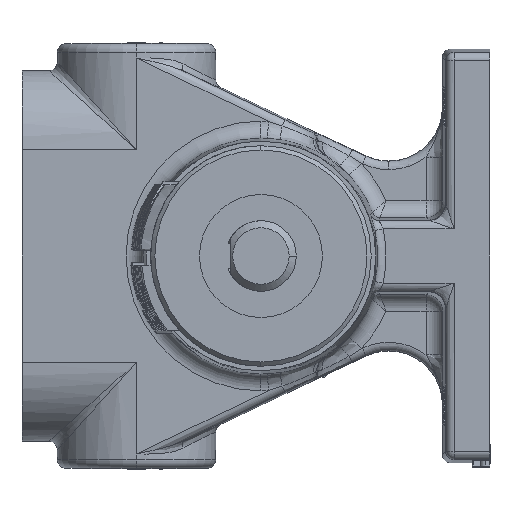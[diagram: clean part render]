
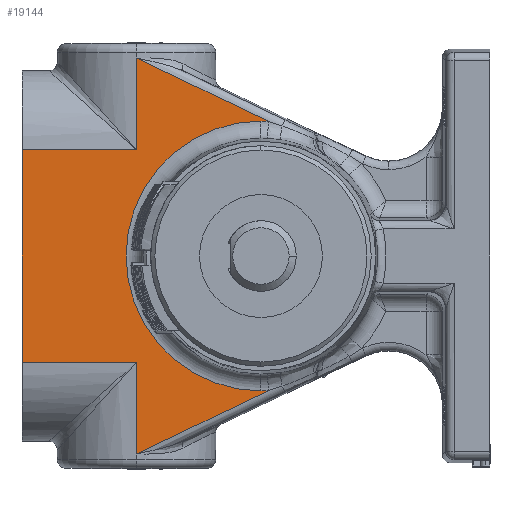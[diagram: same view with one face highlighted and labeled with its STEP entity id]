
A CAD part, left-side view. The second image highlights one B-rep face of the part: STEP entity #19144.
In plain terms, the highlighted planar face has unit normal (-1, 0, 0).
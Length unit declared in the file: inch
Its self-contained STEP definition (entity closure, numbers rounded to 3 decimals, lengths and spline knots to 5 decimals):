
#459 = EDGE_CURVE ( 'NONE', #13435, #978, #13904, .T. ) ;
#688 = LINE ( 'NONE', #12441, #28227 ) ;
#788 = VECTOR ( 'NONE', #25457, 39.37008 ) ;
#798 = EDGE_CURVE ( 'NONE', #1827, #14096, #25824, .T. ) ;
#978 = VERTEX_POINT ( 'NONE', #22603 ) ;
#1780 = VERTEX_POINT ( 'NONE', #5722 ) ;
#1827 = VERTEX_POINT ( 'NONE', #21101 ) ;
#1936 = DIRECTION ( 'NONE',  ( 1., 0., 0. ) ) ;
#1945 = EDGE_CURVE ( 'NONE', #25114, #1827, #16564, .T. ) ;
#2187 = EDGE_CURVE ( 'NONE', #16026, #978, #20626, .T. ) ;
#3332 = DIRECTION ( 'NONE',  ( 1., 0., 0. ) ) ;
#3664 = CARTESIAN_POINT ( 'NONE',  ( -1.44, 0.88, 1.40037 ) ) ;
#4011 = DIRECTION ( 'NONE',  ( 1., 0., 0. ) ) ;
#4016 = ORIENTED_EDGE ( 'NONE', *, *, #6594, .T. ) ;
#4122 = VERTEX_POINT ( 'NONE', #16527 ) ;
#4428 = VECTOR ( 'NONE', #16590, 39.37008 ) ;
#5695 = EDGE_CURVE ( 'NONE', #4122, #25913, #16142, .T. ) ;
#5722 = CARTESIAN_POINT ( 'NONE',  ( -1.44, 0., 0.95411 ) ) ;
#6594 = EDGE_CURVE ( 'NONE', #1780, #25908, #21579, .T. ) ;
#7145 = ORIENTED_EDGE ( 'NONE', *, *, #17170, .T. ) ;
#7393 = DIRECTION ( 'NONE',  ( 0., 0., 1. ) ) ;
#8066 = DIRECTION ( 'NONE',  ( 0., -0.902, 0.433 ) ) ;
#8234 = CIRCLE ( 'NONE', #20949, 0.95411 ) ;
#8800 = EDGE_LOOP ( 'NONE', ( #21666, #20703, #24492, #8882, #22509, #16811, #13615, #4016, #7145, #20826 ) ) ;
#8882 = ORIENTED_EDGE ( 'NONE', *, *, #798, .T. ) ;
#9041 = VECTOR ( 'NONE', #21047, 39.37008 ) ;
#10340 = CARTESIAN_POINT ( 'NONE',  ( -1.44, 0.89918, 1.40957 ) ) ;
#10726 = DIRECTION ( 'NONE',  ( 0., -1., 0. ) ) ;
#11024 = DIRECTION ( 'NONE',  ( 0., -1., 0. ) ) ;
#11246 = EDGE_CURVE ( 'NONE', #14096, #4122, #688, .T. ) ;
#12441 = CARTESIAN_POINT ( 'NONE',  ( -1.44, -0.11819, -0.92132 ) ) ;
#13435 = VERTEX_POINT ( 'NONE', #24799 ) ;
#13615 = ORIENTED_EDGE ( 'NONE', *, *, #17734, .T. ) ;
#13829 = EDGE_CURVE ( 'NONE', #13435, #25114, #16006, .T. ) ;
#13904 = LINE ( 'NONE', #24038, #19000 ) ;
#14096 = VERTEX_POINT ( 'NONE', #24167 ) ;
#14278 = VECTOR ( 'NONE', #20515, 39.37008 ) ;
#14421 = CARTESIAN_POINT ( 'NONE',  ( -1.44, 1.69, 0. ) ) ;
#14627 = AXIS2_PLACEMENT_3D ( 'NONE', #17064, #4011, #19225 ) ;
#14964 = CARTESIAN_POINT ( 'NONE',  ( -1.44, 0., 0. ) ) ;
#16006 = LINE ( 'NONE', #14421, #4428 ) ;
#16026 = VERTEX_POINT ( 'NONE', #3664 ) ;
#16142 = CIRCLE ( 'NONE', #21169, 0.95411 ) ;
#16349 = CARTESIAN_POINT ( 'NONE',  ( -1.44, 0., 0. ) ) ;
#16527 = CARTESIAN_POINT ( 'NONE',  ( -1.44, -0.05293, -0.95264 ) ) ;
#16564 = LINE ( 'NONE', #21574, #28111 ) ;
#16576 = CARTESIAN_POINT ( 'NONE',  ( -1.44, 0.88, -1.46273 ) ) ;
#16590 = DIRECTION ( 'NONE',  ( 0., 0., -1. ) ) ;
#16811 = ORIENTED_EDGE ( 'NONE', *, *, #5695, .T. ) ;
#17064 = CARTESIAN_POINT ( 'NONE',  ( -1.44, 0., 0. ) ) ;
#17170 = EDGE_CURVE ( 'NONE', #25908, #16026, #17462, .T. ) ;
#17182 = DIRECTION ( 'NONE',  ( 0., 0., 1. ) ) ;
#17462 = LINE ( 'NONE', #10340, #788 ) ;
#17734 = EDGE_CURVE ( 'NONE', #25913, #1780, #8234, .T. ) ;
#18004 = CARTESIAN_POINT ( 'NONE',  ( -1.44, 1.69, -0.75 ) ) ;
#18239 = CARTESIAN_POINT ( 'NONE',  ( -1.44, 0., 0. ) ) ;
#18308 = CARTESIAN_POINT ( 'NONE',  ( -1.44, 0.88, -1.46273 ) ) ;
#18543 = DIRECTION ( 'NONE',  ( 0., 0., 1. ) ) ;
#19000 = VECTOR ( 'NONE', #11024, 39.37008 ) ;
#19144 = ADVANCED_FACE ( 'NONE', ( #21516 ), #20331, .T. ) ;
#19225 = DIRECTION ( 'NONE',  ( 0., 0., 1. ) ) ;
#20331 = PLANE ( 'NONE',  #26404 ) ;
#20433 = DIRECTION ( 'NONE',  ( -1., 0., 0. ) ) ;
#20515 = DIRECTION ( 'NONE',  ( 0., 0., -1. ) ) ;
#20626 = LINE ( 'NONE', #16576, #9041 ) ;
#20703 = ORIENTED_EDGE ( 'NONE', *, *, #13829, .T. ) ;
#20826 = ORIENTED_EDGE ( 'NONE', *, *, #2187, .T. ) ;
#20949 = AXIS2_PLACEMENT_3D ( 'NONE', #14964, #1936, #17182 ) ;
#21047 = DIRECTION ( 'NONE',  ( 0., 0., -1. ) ) ;
#21101 = CARTESIAN_POINT ( 'NONE',  ( -1.44, 0.88, -0.75 ) ) ;
#21169 = AXIS2_PLACEMENT_3D ( 'NONE', #16349, #3332, #18543 ) ;
#21516 = FACE_OUTER_BOUND ( 'NONE', #8800, .T. ) ;
#21574 = CARTESIAN_POINT ( 'NONE',  ( -1.44, 1.76, -0.75 ) ) ;
#21579 = CIRCLE ( 'NONE', #14627, 0.95411 ) ;
#21666 = ORIENTED_EDGE ( 'NONE', *, *, #459, .F. ) ;
#22509 = ORIENTED_EDGE ( 'NONE', *, *, #11246, .T. ) ;
#22603 = CARTESIAN_POINT ( 'NONE',  ( -1.44, 0.88, 0.75 ) ) ;
#24038 = CARTESIAN_POINT ( 'NONE',  ( -1.44, 1.76, 0.75 ) ) ;
#24167 = CARTESIAN_POINT ( 'NONE',  ( -1.44, 0.88, -1.40037 ) ) ;
#24492 = ORIENTED_EDGE ( 'NONE', *, *, #1945, .T. ) ;
#24781 = CARTESIAN_POINT ( 'NONE',  ( -1.44, -0.05293, 0.95264 ) ) ;
#24799 = CARTESIAN_POINT ( 'NONE',  ( -1.44, 1.69, 0.75 ) ) ;
#25114 = VERTEX_POINT ( 'NONE', #18004 ) ;
#25457 = DIRECTION ( 'NONE',  ( 0., 0.902, 0.433 ) ) ;
#25824 = LINE ( 'NONE', #18308, #14278 ) ;
#25908 = VERTEX_POINT ( 'NONE', #24781 ) ;
#25913 = VERTEX_POINT ( 'NONE', #26972 ) ;
#26404 = AXIS2_PLACEMENT_3D ( 'NONE', #18239, #20433, #7393 ) ;
#26972 = CARTESIAN_POINT ( 'NONE',  ( -1.44, 0., -0.95411 ) ) ;
#28111 = VECTOR ( 'NONE', #10726, 39.37008 ) ;
#28227 = VECTOR ( 'NONE', #8066, 39.37008 ) ;
